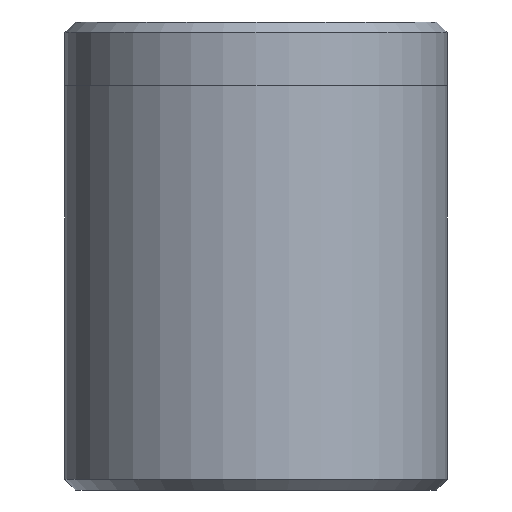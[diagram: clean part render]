
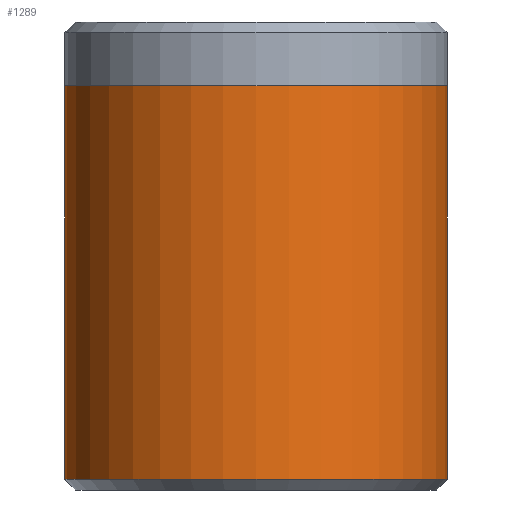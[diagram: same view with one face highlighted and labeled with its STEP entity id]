
A CAD part, front view. The second image highlights one B-rep face of the part: STEP entity #1289.
In plain terms, the highlighted cylindrical face has radius 9 mm (diameter 18 mm), a partial arc.
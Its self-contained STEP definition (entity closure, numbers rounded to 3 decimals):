
#47 = CARTESIAN_POINT ( 'NONE',  ( 9., 0., 22. ) ) ;
#65 = ORIENTED_EDGE ( 'NONE', *, *, #2597, .F. ) ;
#134 = EDGE_CURVE ( 'NONE', #1765, #2041, #911, .T. ) ;
#146 = CIRCLE ( 'NONE', #2896, 9. ) ;
#160 = VERTEX_POINT ( 'NONE', #2880 ) ;
#226 = CARTESIAN_POINT ( 'NONE',  ( -9., 0., 19. ) ) ;
#260 = AXIS2_PLACEMENT_3D ( 'NONE', #2875, #2852, #2841 ) ;
#272 = ORIENTED_EDGE ( 'NONE', *, *, #1716, .T. ) ;
#273 = VERTEX_POINT ( 'NONE', #2482 ) ;
#384 = ORIENTED_EDGE ( 'NONE', *, *, #1452, .T. ) ;
#395 = DIRECTION ( 'NONE',  ( 0., 0., 1. ) ) ;
#577 = LINE ( 'NONE', #2564, #1068 ) ;
#710 = DIRECTION ( 'NONE',  ( 0., 0., -1. ) ) ;
#823 = CARTESIAN_POINT ( 'NONE',  ( 0., 0., 22. ) ) ;
#911 = CIRCLE ( 'NONE', #260, 9. ) ;
#1068 = VECTOR ( 'NONE', #710, 1000. ) ;
#1140 = CARTESIAN_POINT ( 'NONE',  ( 9., 0., 19. ) ) ;
#1289 = ADVANCED_FACE ( 'NONE', ( #1526 ), #2637, .T. ) ;
#1332 = DIRECTION ( 'NONE',  ( -1., 0., 0. ) ) ;
#1452 = EDGE_CURVE ( 'NONE', #273, #160, #146, .T. ) ;
#1509 = DIRECTION ( 'NONE',  ( 0., 0., -1. ) ) ;
#1526 = FACE_OUTER_BOUND ( 'NONE', #2901, .T. ) ;
#1640 = VECTOR ( 'NONE', #1509, 1000. ) ;
#1716 = EDGE_CURVE ( 'NONE', #1765, #273, #577, .T. ) ;
#1765 = VERTEX_POINT ( 'NONE', #226 ) ;
#1859 = CARTESIAN_POINT ( 'NONE',  ( 0., 0., 0.5 ) ) ;
#2041 = VERTEX_POINT ( 'NONE', #1140 ) ;
#2048 = DIRECTION ( 'NONE',  ( 0., 0., -1. ) ) ;
#2097 = DIRECTION ( 'NONE',  ( 1., 0., 0. ) ) ;
#2359 = ORIENTED_EDGE ( 'NONE', *, *, #134, .F. ) ;
#2397 = AXIS2_PLACEMENT_3D ( 'NONE', #823, #2048, #1332 ) ;
#2482 = CARTESIAN_POINT ( 'NONE',  ( -9., 0., 0.5 ) ) ;
#2564 = CARTESIAN_POINT ( 'NONE',  ( -9., 0., 22. ) ) ;
#2597 = EDGE_CURVE ( 'NONE', #2041, #160, #2714, .T. ) ;
#2637 = CYLINDRICAL_SURFACE ( 'NONE', #2397, 9. ) ;
#2714 = LINE ( 'NONE', #47, #1640 ) ;
#2841 = DIRECTION ( 'NONE',  ( 1., 0., 0. ) ) ;
#2852 = DIRECTION ( 'NONE',  ( 0., 0., 1. ) ) ;
#2875 = CARTESIAN_POINT ( 'NONE',  ( 0., 0., 19. ) ) ;
#2880 = CARTESIAN_POINT ( 'NONE',  ( 9., 0., 0.5 ) ) ;
#2896 = AXIS2_PLACEMENT_3D ( 'NONE', #1859, #395, #2097 ) ;
#2901 = EDGE_LOOP ( 'NONE', ( #65, #2359, #272, #384 ) ) ;
